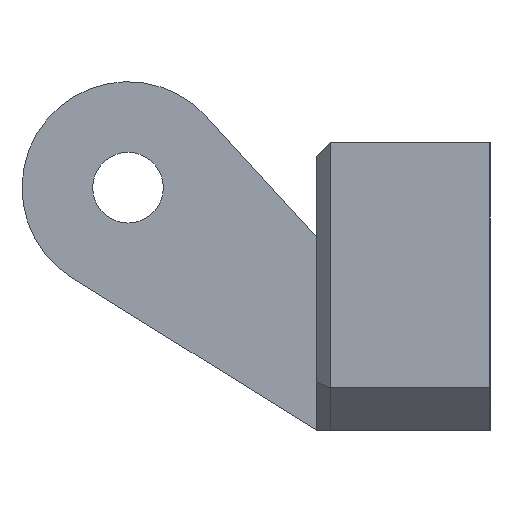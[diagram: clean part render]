
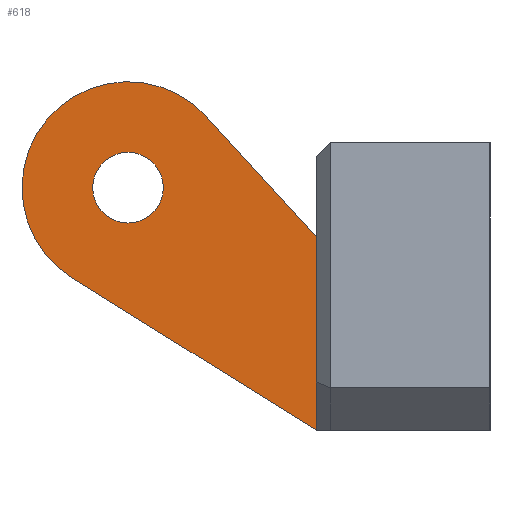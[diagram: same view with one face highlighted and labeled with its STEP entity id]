
A CAD part, left-side view. The second image highlights one B-rep face of the part: STEP entity #618.
In plain terms, the highlighted planar face has unit normal (-1, 0, 0).
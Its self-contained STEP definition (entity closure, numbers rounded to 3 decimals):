
#17=FACE_BOUND('',#105,.T.);
#32=PLANE('',#677);
#65=FACE_OUTER_BOUND('',#104,.T.);
#104=EDGE_LOOP('',(#475,#476,#477,#478));
#105=EDGE_LOOP('',(#479));
#155=LINE('',#938,#224);
#159=LINE('',#949,#228);
#161=LINE('',#952,#230);
#224=VECTOR('',#760,10.);
#228=VECTOR('',#772,10.);
#230=VECTOR('',#776,10.);
#280=CIRCLE('',#670,2.5);
#283=CIRCLE('',#675,7.5);
#304=VERTEX_POINT('',#927);
#307=VERTEX_POINT('',#935);
#308=VERTEX_POINT('',#937);
#310=VERTEX_POINT('',#943);
#311=VERTEX_POINT('',#948);
#362=EDGE_CURVE('',#304,#304,#280,.T.);
#367=EDGE_CURVE('',#308,#307,#155,.T.);
#370=EDGE_CURVE('',#310,#308,#283,.T.);
#373=EDGE_CURVE('',#311,#310,#159,.T.);
#375=EDGE_CURVE('',#311,#307,#161,.T.);
#475=ORIENTED_EDGE('',*,*,#375,.F.);
#476=ORIENTED_EDGE('',*,*,#373,.T.);
#477=ORIENTED_EDGE('',*,*,#370,.T.);
#478=ORIENTED_EDGE('',*,*,#367,.T.);
#479=ORIENTED_EDGE('',*,*,#362,.T.);
#618=ADVANCED_FACE('',(#65,#17),#32,.T.);
#670=AXIS2_PLACEMENT_3D('',#928,#751,#752);
#675=AXIS2_PLACEMENT_3D('',#944,#766,#767);
#677=AXIS2_PLACEMENT_3D('',#951,#774,#775);
#751=DIRECTION('center_axis',(1.,0.,0.));
#752=DIRECTION('ref_axis',(0.,1.,0.));
#760=DIRECTION('',(0.,-0.848,-0.53));
#766=DIRECTION('center_axis',(-1.,0.,0.));
#767=DIRECTION('ref_axis',(0.,-0.737,0.676));
#772=DIRECTION('',(0.,0.676,0.737));
#774=DIRECTION('center_axis',(-1.,0.,0.));
#775=DIRECTION('ref_axis',(0.,1.,0.));
#776=DIRECTION('',(0.,0.,-1.));
#927=CARTESIAN_POINT('',(-24.25,20.816,-7.57));
#928=CARTESIAN_POINT('Origin',(-24.25,23.316,-7.57));
#935=CARTESIAN_POINT('',(-24.25,10.,-24.732));
#937=CARTESIAN_POINT('',(-24.25,27.29,-13.931));
#938=CARTESIAN_POINT('',(-24.25,10.,-24.732));
#943=CARTESIAN_POINT('',(-24.25,17.787,-2.503));
#944=CARTESIAN_POINT('Origin',(-24.25,23.316,-7.57));
#948=CARTESIAN_POINT('',(-24.25,10.,-11.));
#949=CARTESIAN_POINT('',(-24.25,10.,-11.));
#951=CARTESIAN_POINT('Origin',(-24.25,20.408,-12.401));
#952=CARTESIAN_POINT('',(-24.25,10.,-13.469));
